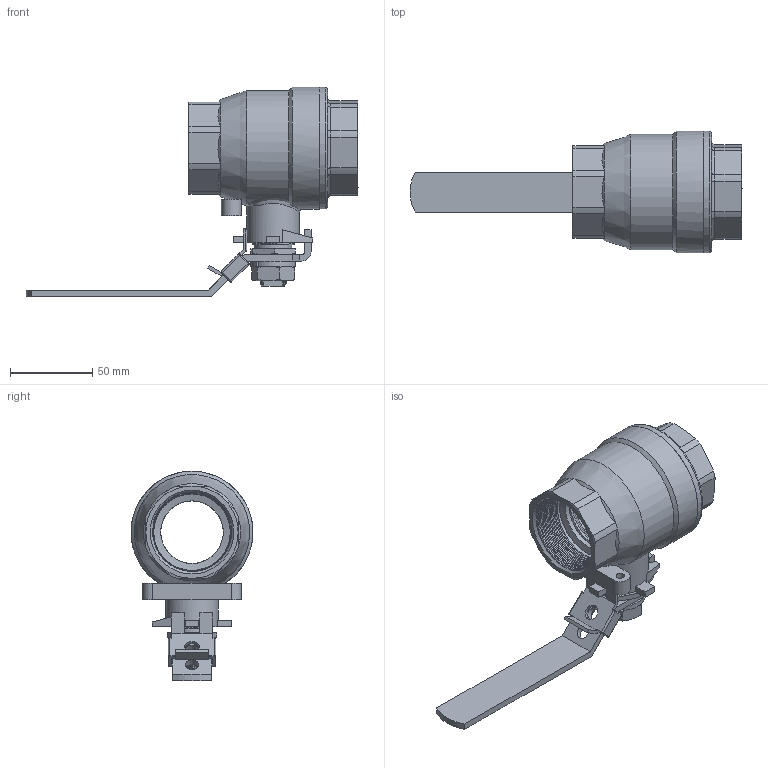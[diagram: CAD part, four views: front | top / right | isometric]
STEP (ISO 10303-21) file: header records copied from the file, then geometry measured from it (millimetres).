
FILE_DESCRIPTION((''),'2;1');
FILE_NAME('VSS150.stp','2013-06-28T09:35:59',('mclevenger'),(''),'Autodesk Inventor 2013','Autodesk Inventor 2013','');
FILE_SCHEMA(('AUTOMOTIVE_DESIGN { 1 0 10303 214 1 1 1 1 }'));
Length unit declared in the file: millimetre
Products named in the file (13): VSS150; CP_�w�]; BL_�w�]; PG_�w�]; SW_�w�]; ST_�w�]; TW_�w�]; HE_�w�]; SM_�w�]; BY_�w�]; GT_�w�]; GN_�w�]; NT_�w�]
Assembly tree (13 placements, depth 2):
  VSS150
    CP_�w�]
    BL_�w�]
    PG_�w�]
    SW_�w�]
    ST_�w�]  x2
    TW_�w�]
    HE_�w�]
    SM_�w�]
    BY_�w�]
    GT_�w�]
    GN_�w�]
    NT_�w�]
Bounding box: 201.5 x 74 x 127.2 mm (x, y, z)
Volume: 236027.2 mm3; surface area: 112575.1 mm2
Topology: 14 solids, 14 shells, 482 faces, 1335 edges, 893 vertices
Faces by surface type: cylinder 159, plane 152, cone 95, bspline 57, torus 17, sphere 2
Full cylindrical faces by diameter (mm): 5.105 x2, 8 x2, 9 x1, 14.684 x1, 17 x3, 17.5 x2, 20 x2, 21.5 x1, 22.5 x1, 22.912 x2, 23.9 x3, 24 x9, 32 x1, 38 x5, 55 x2, 63 x1, 63.7 x7, 66 x7, 66.5 x1, 70 x1, 70.5 x1, 74 x2
Entity records: 62665 total; most frequent: CARTESIAN_POINT 52338, ORIENTED_EDGE 2314, DIRECTION 1802, EDGE_CURVE 1157, VERTEX_POINT 839, AXIS2_PLACEMENT_3D 696, EDGE_LOOP 536, FACE_OUTER_BOUND 424
